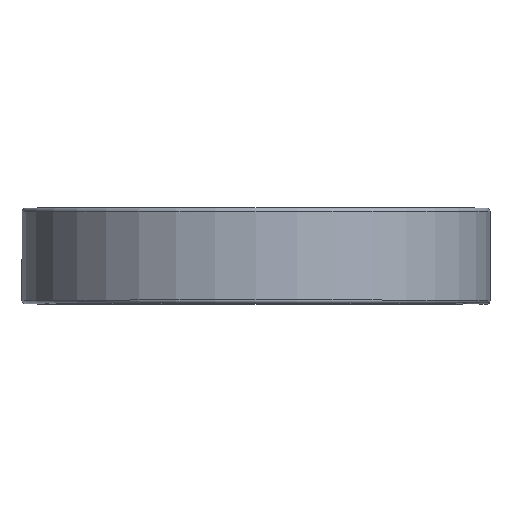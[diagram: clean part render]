
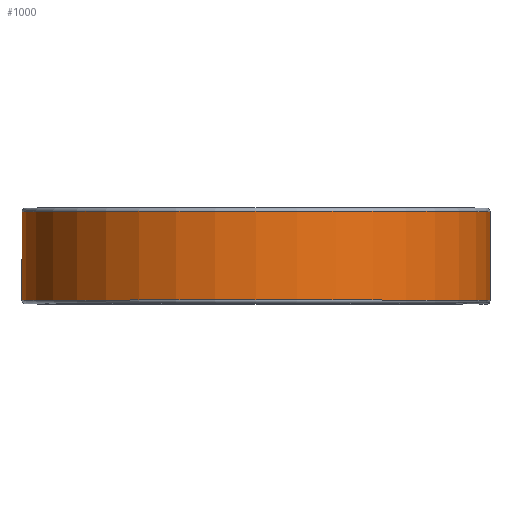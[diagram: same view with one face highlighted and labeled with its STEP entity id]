
A CAD part, top view. The second image highlights one B-rep face of the part: STEP entity #1000.
In plain terms, the highlighted cylindrical face has radius 50.432 mm (diameter 100.863 mm), a partial arc.
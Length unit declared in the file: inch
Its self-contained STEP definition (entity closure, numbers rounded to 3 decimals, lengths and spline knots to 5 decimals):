
#32 = CARTESIAN_POINT ( 'NONE',  ( 0., 0.37625, -1.9855 ) ) ;
#51 = ORIENTED_EDGE ( 'NONE', *, *, #1949, .T. ) ;
#80 = DIRECTION ( 'NONE',  ( 0., 1., 0. ) ) ;
#104 = DIRECTION ( 'NONE',  ( 0., 1., 0. ) ) ;
#105 = VERTEX_POINT ( 'NONE', #1122 ) ;
#161 = AXIS2_PLACEMENT_3D ( 'NONE', #1655, #1645, #1507 ) ;
#162 = VECTOR ( 'NONE', #80, 39.37008 ) ;
#172 = DIRECTION ( 'NONE',  ( 0., 0., -1. ) ) ;
#222 = CIRCLE ( 'NONE', #339, 1.9855 ) ;
#250 = VERTEX_POINT ( 'NONE', #1279 ) ;
#306 = VERTEX_POINT ( 'NONE', #1758 ) ;
#339 = AXIS2_PLACEMENT_3D ( 'NONE', #2453, #1410, #172 ) ;
#468 = FACE_OUTER_BOUND ( 'NONE', #1238, .T. ) ;
#484 = CARTESIAN_POINT ( 'NONE',  ( 0., 0.37625, 0. ) ) ;
#555 = EDGE_CURVE ( 'NONE', #250, #306, #2271, .T. ) ;
#675 = DIRECTION ( 'NONE',  ( 0., 0., -1. ) ) ;
#978 = ORIENTED_EDGE ( 'NONE', *, *, #2239, .F. ) ;
#992 = CYLINDRICAL_SURFACE ( 'NONE', #161, 1.9855 ) ;
#1000 = ADVANCED_FACE ( 'NONE', ( #468 ), #992, .T. ) ;
#1122 = CARTESIAN_POINT ( 'NONE',  ( 1.9855, -0.37625, 0. ) ) ;
#1169 = ORIENTED_EDGE ( 'NONE', *, *, #1413, .T. ) ;
#1224 = CIRCLE ( 'NONE', #1775, 1.9855 ) ;
#1238 = EDGE_LOOP ( 'NONE', ( #1169, #51, #2373, #978 ) ) ;
#1279 = CARTESIAN_POINT ( 'NONE',  ( 0., -0.37625, -1.9855 ) ) ;
#1346 = CARTESIAN_POINT ( 'NONE',  ( 1.9855, 0.37625, 0. ) ) ;
#1410 = DIRECTION ( 'NONE',  ( 0., -1., 0. ) ) ;
#1413 = EDGE_CURVE ( 'NONE', #105, #1500, #1839, .T. ) ;
#1500 = VERTEX_POINT ( 'NONE', #2397 ) ;
#1507 = DIRECTION ( 'NONE',  ( 0., 0., -1. ) ) ;
#1645 = DIRECTION ( 'NONE',  ( 0., -1., 0. ) ) ;
#1655 = CARTESIAN_POINT ( 'NONE',  ( 0., 0.375, 0. ) ) ;
#1758 = CARTESIAN_POINT ( 'NONE',  ( 0., 0.37625, -1.9855 ) ) ;
#1775 = AXIS2_PLACEMENT_3D ( 'NONE', #484, #1786, #675 ) ;
#1786 = DIRECTION ( 'NONE',  ( 0., -1., 0. ) ) ;
#1833 = VECTOR ( 'NONE', #104, 39.37008 ) ;
#1839 = LINE ( 'NONE', #1346, #1833 ) ;
#1949 = EDGE_CURVE ( 'NONE', #1500, #306, #1224, .T. ) ;
#2239 = EDGE_CURVE ( 'NONE', #105, #250, #222, .T. ) ;
#2271 = LINE ( 'NONE', #32, #162 ) ;
#2373 = ORIENTED_EDGE ( 'NONE', *, *, #555, .F. ) ;
#2397 = CARTESIAN_POINT ( 'NONE',  ( 1.9855, 0.37625, 0. ) ) ;
#2453 = CARTESIAN_POINT ( 'NONE',  ( 0., -0.37625, 0. ) ) ;
